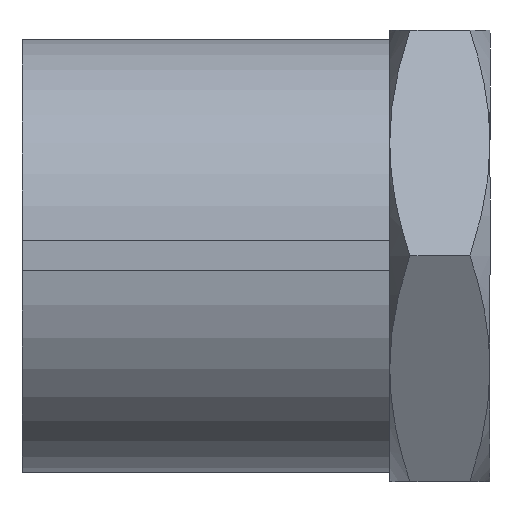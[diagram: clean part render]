
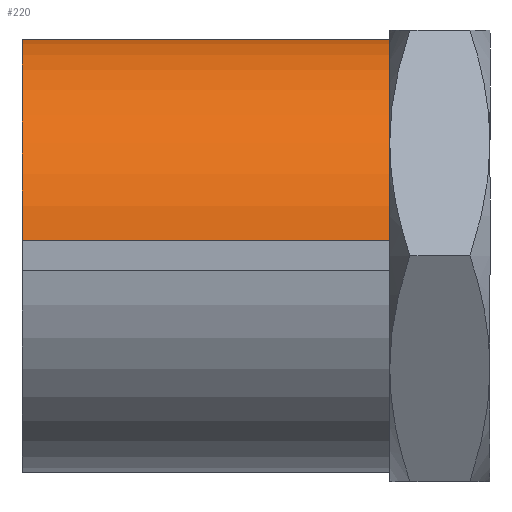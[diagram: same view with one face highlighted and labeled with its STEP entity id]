
A CAD part, top view. The second image highlights one B-rep face of the part: STEP entity #220.
In plain terms, the highlighted cylindrical face has radius 13 mm (diameter 26 mm), a partial arc.
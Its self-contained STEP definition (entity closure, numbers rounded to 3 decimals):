
#220=ADVANCED_FACE('',(#628),#629,.T.);
#242=EDGE_CURVE('',#330,#548,#654,.T.);
#324=EDGE_CURVE('',#512,#330,#744,.T.);
#330=VERTEX_POINT('',#751);
#420=EDGE_CURVE('',#512,#434,#850,.T.);
#434=VERTEX_POINT('',#865);
#512=VERTEX_POINT('',#947);
#544=EDGE_CURVE('',#548,#434,#985,.T.);
#548=VERTEX_POINT('',#990);
#628=FACE_OUTER_BOUND('',#1068,.T.);
#629=CYLINDRICAL_SURFACE('',#1069,13.0);
#654=CIRCLE('',#1108,13.0);
#744=LINE('',#1254,#1255);
#751=CARTESIAN_POINT('',(-22.,12.969,0.9));
#850=CIRCLE('',#1452,13.0);
#865=CARTESIAN_POINT('',(0.,0.9,12.969));
#947=CARTESIAN_POINT('',(0.,12.969,0.9));
#985=LINE('',#1707,#1708);
#990=CARTESIAN_POINT('',(-22.,0.9,12.969));
#1068=EDGE_LOOP('',(#1862,#1863,#1864,#1865));
#1069=AXIS2_PLACEMENT_3D('',#1866,#1867,#1868);
#1108=AXIS2_PLACEMENT_3D('',#1902,#1903,#1904);
#1254=CARTESIAN_POINT('',(-11.,12.969,0.9));
#1255=VECTOR('',#1996,1.0);
#1452=AXIS2_PLACEMENT_3D('',#2097,#2098,#2099);
#1707=CARTESIAN_POINT('',(-11.,0.9,12.969));
#1708=VECTOR('',#2228,1.0);
#1862=ORIENTED_EDGE('',*,*,#544,.T.);
#1863=ORIENTED_EDGE('',*,*,#420,.F.);
#1864=ORIENTED_EDGE('',*,*,#324,.T.);
#1865=ORIENTED_EDGE('',*,*,#242,.T.);
#1866=CARTESIAN_POINT('',(-11.,0.,0.));
#1867=DIRECTION('',(-1.0,-0.0,0.0));
#1868=DIRECTION('',(0.0,1.0,0.));
#1902=CARTESIAN_POINT('',(-22.,0.,0.));
#1903=DIRECTION('',(1.0,0.0,-0.0));
#1904=DIRECTION('',(0.0,1.0,0.));
#1996=DIRECTION('',(-1.0,0.0,0.0));
#2097=CARTESIAN_POINT('',(0.,0.,0.));
#2098=DIRECTION('',(1.0,0.0,-0.0));
#2099=DIRECTION('',(0.0,1.0,0.));
#2228=DIRECTION('',(1.0,0.0,0.0));
